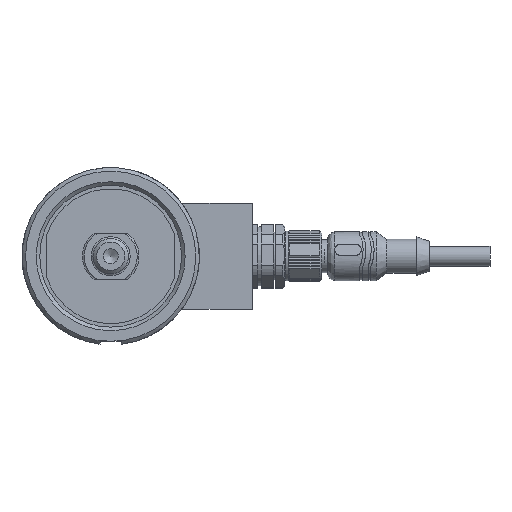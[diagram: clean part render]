
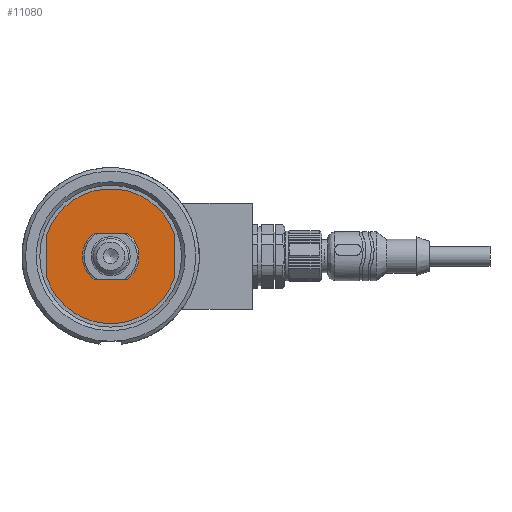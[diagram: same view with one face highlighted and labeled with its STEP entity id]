
A CAD part, left-side view. The second image highlights one B-rep face of the part: STEP entity #11080.
In plain terms, the highlighted planar face has unit normal (-1, 0, 0).
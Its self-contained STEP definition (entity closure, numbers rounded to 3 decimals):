
#286 = EDGE_CURVE ( 'NONE', #14287, #19442, #21824, .T. ) ;
#423 = FACE_BOUND ( 'NONE', #12356, .T. ) ;
#470 = LINE ( 'NONE', #7994, #21940 ) ;
#726 = CARTESIAN_POINT ( 'NONE',  ( -86., 18., -6.083 ) ) ;
#2020 = CARTESIAN_POINT ( 'NONE',  ( -86., -18., 6.083 ) ) ;
#2280 = EDGE_CURVE ( 'NONE', #6766, #18748, #470, .T. ) ;
#2581 = DIRECTION ( 'NONE',  ( 0., -1., 0. ) ) ;
#3301 = DIRECTION ( 'NONE',  ( 0., 0., 1. ) ) ;
#3540 = VECTOR ( 'NONE', #14571, 1000. ) ;
#3643 = VECTOR ( 'NONE', #3301, 1000. ) ;
#3876 = PLANE ( 'NONE',  #13137 ) ;
#4661 = AXIS2_PLACEMENT_3D ( 'NONE', #17844, #12102, #14022 ) ;
#5798 = CARTESIAN_POINT ( 'NONE',  ( -86., 7.5, 0. ) ) ;
#6766 = VERTEX_POINT ( 'NONE', #7692 ) ;
#7013 = CARTESIAN_POINT ( 'NONE',  ( -86., 18., -10. ) ) ;
#7099 = ORIENTED_EDGE ( 'NONE', *, *, #14507, .T. ) ;
#7692 = CARTESIAN_POINT ( 'NONE',  ( -86., -4.664, 6.5 ) ) ;
#7711 = DIRECTION ( 'NONE',  ( -1., 0., 0. ) ) ;
#7767 = CARTESIAN_POINT ( 'NONE',  ( -86., -18., -6.083 ) ) ;
#7961 = CARTESIAN_POINT ( 'NONE',  ( -86., 0., 0. ) ) ;
#7994 = CARTESIAN_POINT ( 'NONE',  ( -86., -10., 6.5 ) ) ;
#8024 = CIRCLE ( 'NONE', #11066, 19. ) ;
#8862 = CIRCLE ( 'NONE', #4661, 8. ) ;
#9047 = CARTESIAN_POINT ( 'NONE',  ( -86., 4.664, 6.5 ) ) ;
#9141 = EDGE_CURVE ( 'NONE', #12589, #9351, #9740, .T. ) ;
#9351 = VERTEX_POINT ( 'NONE', #2020 ) ;
#9740 = CIRCLE ( 'NONE', #16611, 19. ) ;
#10235 = AXIS2_PLACEMENT_3D ( 'NONE', #7961, #18706, #2581 ) ;
#10240 = CARTESIAN_POINT ( 'NONE',  ( -86., -4.664, -6.5 ) ) ;
#10391 = CARTESIAN_POINT ( 'NONE',  ( -86., 0., 0. ) ) ;
#10963 = CARTESIAN_POINT ( 'NONE',  ( -86., -10., -6.5 ) ) ;
#11066 = AXIS2_PLACEMENT_3D ( 'NONE', #17998, #19894, #21793 ) ;
#11080 = ADVANCED_FACE ( 'NONE', ( #18576, #423 ), #3876, .T. ) ;
#12102 = DIRECTION ( 'NONE',  ( 1., 0., 0. ) ) ;
#12356 = EDGE_LOOP ( 'NONE', ( #22740, #22699, #18493, #21287 ) ) ;
#12528 = DIRECTION ( 'NONE',  ( 1., 0., 0. ) ) ;
#12589 = VERTEX_POINT ( 'NONE', #20779 ) ;
#13137 = AXIS2_PLACEMENT_3D ( 'NONE', #5798, #7711, #14771 ) ;
#13672 = CIRCLE ( 'NONE', #10235, 8. ) ;
#14022 = DIRECTION ( 'NONE',  ( 0., -1., 0. ) ) ;
#14287 = VERTEX_POINT ( 'NONE', #10240 ) ;
#14507 = EDGE_CURVE ( 'NONE', #22112, #9351, #17175, .T. ) ;
#14571 = DIRECTION ( 'NONE',  ( 0., 1., 0. ) ) ;
#14771 = DIRECTION ( 'NONE',  ( 0., -1., 0. ) ) ;
#14943 = DIRECTION ( 'NONE',  ( 0., 1., 0. ) ) ;
#15366 = EDGE_CURVE ( 'NONE', #16720, #12589, #22894, .T. ) ;
#16266 = DIRECTION ( 'NONE',  ( 0., 1., 0. ) ) ;
#16611 = AXIS2_PLACEMENT_3D ( 'NONE', #10391, #12528, #16266 ) ;
#16720 = VERTEX_POINT ( 'NONE', #726 ) ;
#17005 = VECTOR ( 'NONE', #18825, 1000. ) ;
#17110 = EDGE_LOOP ( 'NONE', ( #7099, #20998, #23102, #23307 ) ) ;
#17175 = LINE ( 'NONE', #20603, #17005 ) ;
#17562 = EDGE_CURVE ( 'NONE', #6766, #14287, #13672, .T. ) ;
#17844 = CARTESIAN_POINT ( 'NONE',  ( -86., 0., 0. ) ) ;
#17998 = CARTESIAN_POINT ( 'NONE',  ( -86., 0., 0. ) ) ;
#18493 = ORIENTED_EDGE ( 'NONE', *, *, #17562, .T. ) ;
#18576 = FACE_OUTER_BOUND ( 'NONE', #17110, .T. ) ;
#18706 = DIRECTION ( 'NONE',  ( 1., 0., 0. ) ) ;
#18748 = VERTEX_POINT ( 'NONE', #9047 ) ;
#18825 = DIRECTION ( 'NONE',  ( 0., 0., 1. ) ) ;
#19442 = VERTEX_POINT ( 'NONE', #22229 ) ;
#19894 = DIRECTION ( 'NONE',  ( 1., 0., 0. ) ) ;
#20603 = CARTESIAN_POINT ( 'NONE',  ( -86., -18., -10. ) ) ;
#20752 = EDGE_CURVE ( 'NONE', #19442, #18748, #8862, .T. ) ;
#20779 = CARTESIAN_POINT ( 'NONE',  ( -86., 18., 6.083 ) ) ;
#20998 = ORIENTED_EDGE ( 'NONE', *, *, #9141, .F. ) ;
#21287 = ORIENTED_EDGE ( 'NONE', *, *, #286, .T. ) ;
#21793 = DIRECTION ( 'NONE',  ( 0., 1., 0. ) ) ;
#21824 = LINE ( 'NONE', #10963, #3540 ) ;
#21940 = VECTOR ( 'NONE', #14943, 1000. ) ;
#22112 = VERTEX_POINT ( 'NONE', #7767 ) ;
#22229 = CARTESIAN_POINT ( 'NONE',  ( -86., 4.664, -6.5 ) ) ;
#22699 = ORIENTED_EDGE ( 'NONE', *, *, #2280, .F. ) ;
#22740 = ORIENTED_EDGE ( 'NONE', *, *, #20752, .T. ) ;
#22848 = EDGE_CURVE ( 'NONE', #22112, #16720, #8024, .T. ) ;
#22894 = LINE ( 'NONE', #7013, #3643 ) ;
#23102 = ORIENTED_EDGE ( 'NONE', *, *, #15366, .F. ) ;
#23307 = ORIENTED_EDGE ( 'NONE', *, *, #22848, .F. ) ;
